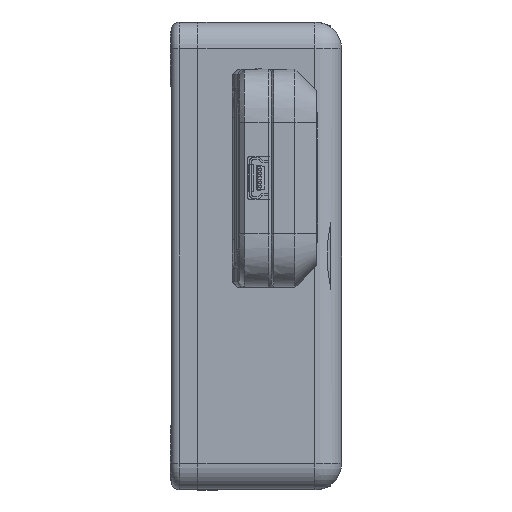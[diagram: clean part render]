
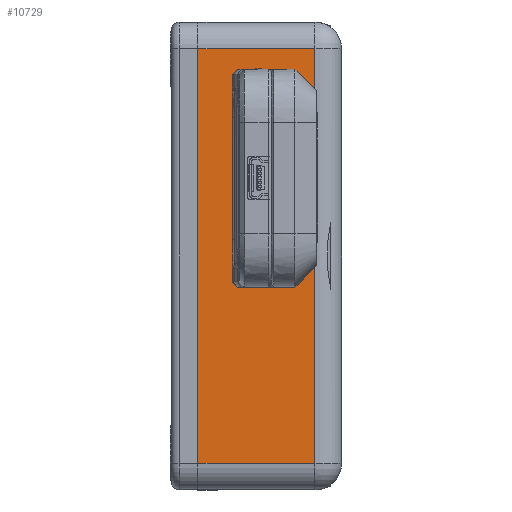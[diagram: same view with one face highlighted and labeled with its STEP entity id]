
A CAD part, left-side view. The second image highlights one B-rep face of the part: STEP entity #10729.
In plain terms, the highlighted planar face has unit normal (-1, 0, 0).
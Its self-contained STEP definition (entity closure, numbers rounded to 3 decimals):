
#1758 = VERTEX_POINT ( 'NONE', #97157 ) ;
#5281 = ORIENTED_EDGE ( 'NONE', *, *, #9221, .F. ) ;
#5433 = DIRECTION ( 'NONE',  ( -1., 0., 0. ) ) ;
#6003 = DIRECTION ( 'NONE',  ( 0., 0., 1. ) ) ;
#6481 = VERTEX_POINT ( 'NONE', #100405 ) ;
#7261 = ORIENTED_EDGE ( 'NONE', *, *, #211864, .T. ) ;
#9221 = EDGE_CURVE ( 'NONE', #228779, #1758, #137529, .T. ) ;
#10729 = ADVANCED_FACE ( 'NONE', ( #144273, #181054 ), #11706, .T. ) ;
#11706 = PLANE ( 'NONE',  #25229 ) ;
#15394 = DIRECTION ( 'NONE',  ( -1., 0., 0. ) ) ;
#16756 = EDGE_LOOP ( 'NONE', ( #7261, #213004, #162562, #181167 ) ) ;
#18881 = AXIS2_PLACEMENT_3D ( 'NONE', #95444, #5433, #153020 ) ;
#19076 = LINE ( 'NONE', #156089, #30380 ) ;
#24137 = CARTESIAN_POINT ( 'NONE',  ( -49.168, -30., -98.5 ) ) ;
#25229 = AXIS2_PLACEMENT_3D ( 'NONE', #119831, #84434, #47298 ) ;
#26810 = EDGE_CURVE ( 'NONE', #42050, #6481, #229491, .T. ) ;
#28360 = VECTOR ( 'NONE', #84328, 1000. ) ;
#30380 = VECTOR ( 'NONE', #190103, 1000. ) ;
#42050 = VERTEX_POINT ( 'NONE', #152970 ) ;
#47298 = DIRECTION ( 'NONE',  ( 0., 0., 1. ) ) ;
#54645 = CARTESIAN_POINT ( 'NONE',  ( -49.168, -24.803, -117.5 ) ) ;
#72771 = ORIENTED_EDGE ( 'NONE', *, *, #149962, .F. ) ;
#79772 = VERTEX_POINT ( 'NONE', #24137 ) ;
#84328 = DIRECTION ( 'NONE',  ( 0., -1., 0. ) ) ;
#84434 = DIRECTION ( 'NONE',  ( -1., 0., 0. ) ) ;
#90191 = EDGE_CURVE ( 'NONE', #121882, #79772, #195390, .T. ) ;
#94598 = DIRECTION ( 'NONE',  ( 0., 0., 1. ) ) ;
#95444 = CARTESIAN_POINT ( 'NONE',  ( -49.168, -22.25, -117.5 ) ) ;
#97157 = CARTESIAN_POINT ( 'NONE',  ( -49.168, -19.697, -117.5 ) ) ;
#100405 = CARTESIAN_POINT ( 'NONE',  ( -49.168, -8., -98.5 ) ) ;
#106119 = DIRECTION ( 'NONE',  ( 0., 1., 0. ) ) ;
#114166 = CARTESIAN_POINT ( 'NONE',  ( -49.168, -8., -181.5 ) ) ;
#114705 = CARTESIAN_POINT ( 'NONE',  ( -49.168, -30., -176.5 ) ) ;
#119831 = CARTESIAN_POINT ( 'NONE',  ( -49.168, -35., -181.5 ) ) ;
#121882 = VERTEX_POINT ( 'NONE', #114705 ) ;
#137529 = CIRCLE ( 'NONE', #176067, 2.553 ) ;
#138929 = VECTOR ( 'NONE', #94598, 1000. ) ;
#144273 = FACE_BOUND ( 'NONE', #165261, .T. ) ;
#149962 = EDGE_CURVE ( 'NONE', #1758, #228779, #198901, .T. ) ;
#150402 = VECTOR ( 'NONE', #6003, 1000. ) ;
#152970 = CARTESIAN_POINT ( 'NONE',  ( -49.168, -8., -176.5 ) ) ;
#153020 = DIRECTION ( 'NONE',  ( 0., 1., 0. ) ) ;
#156089 = CARTESIAN_POINT ( 'NONE',  ( -49.168, -35., -98.5 ) ) ;
#156860 = CARTESIAN_POINT ( 'NONE',  ( -49.168, -35., -176.5 ) ) ;
#162562 = ORIENTED_EDGE ( 'NONE', *, *, #174083, .T. ) ;
#165261 = EDGE_LOOP ( 'NONE', ( #72771, #5281 ) ) ;
#174083 = EDGE_CURVE ( 'NONE', #79772, #6481, #19076, .T. ) ;
#176067 = AXIS2_PLACEMENT_3D ( 'NONE', #230922, #15394, #106119 ) ;
#181054 = FACE_OUTER_BOUND ( 'NONE', #16756, .T. ) ;
#181167 = ORIENTED_EDGE ( 'NONE', *, *, #26810, .F. ) ;
#190103 = DIRECTION ( 'NONE',  ( 0., 1., 0. ) ) ;
#195390 = LINE ( 'NONE', #201971, #138929 ) ;
#198901 = CIRCLE ( 'NONE', #18881, 2.553 ) ;
#201971 = CARTESIAN_POINT ( 'NONE',  ( -49.168, -30., -98.5 ) ) ;
#211864 = EDGE_CURVE ( 'NONE', #42050, #121882, #228859, .T. ) ;
#213004 = ORIENTED_EDGE ( 'NONE', *, *, #90191, .T. ) ;
#228779 = VERTEX_POINT ( 'NONE', #54645 ) ;
#228859 = LINE ( 'NONE', #156860, #28360 ) ;
#229491 = LINE ( 'NONE', #114166, #150402 ) ;
#230922 = CARTESIAN_POINT ( 'NONE',  ( -49.168, -22.25, -117.5 ) ) ;
